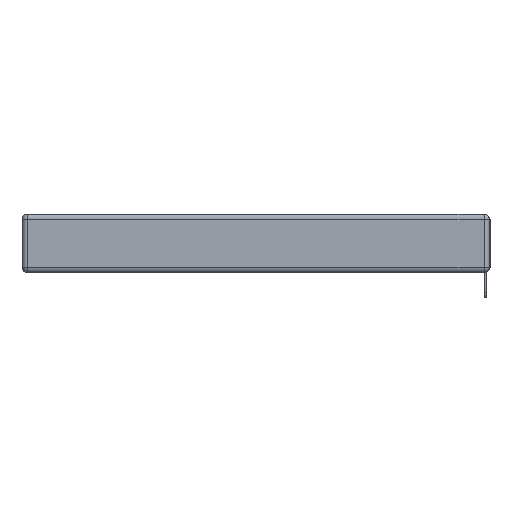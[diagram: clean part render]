
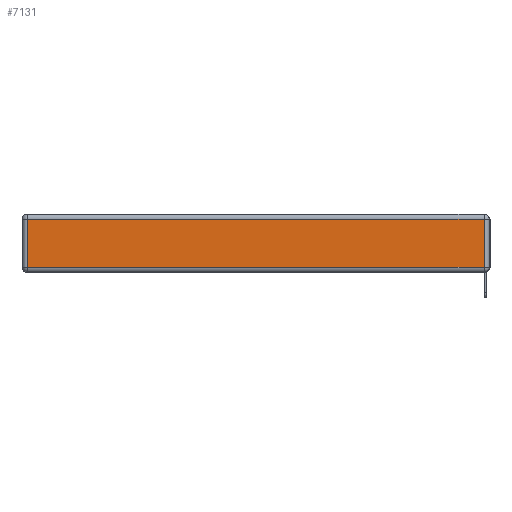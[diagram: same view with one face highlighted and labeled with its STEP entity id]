
A CAD part, left-side view. The second image highlights one B-rep face of the part: STEP entity #7131.
In plain terms, the highlighted planar face has unit normal (-1, 0, 0).
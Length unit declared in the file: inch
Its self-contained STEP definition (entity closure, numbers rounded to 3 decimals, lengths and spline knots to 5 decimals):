
#637 = EDGE_CURVE ( 'NONE', #17659, #15437, #24462, .T. ) ;
#640 = AXIS2_PLACEMENT_3D ( 'NONE', #27017, #20798, #24903 ) ;
#1777 = LINE ( 'NONE', #16385, #12345 ) ;
#3337 = CARTESIAN_POINT ( 'NONE',  ( 0., 2.72, -0.313 ) ) ;
#5055 = DIRECTION ( 'NONE',  ( 0., -1., 0. ) ) ;
#5344 = FACE_OUTER_BOUND ( 'NONE', #26199, .T. ) ;
#5786 = ORIENTED_EDGE ( 'NONE', *, *, #16324, .T. ) ;
#7131 = ADVANCED_FACE ( 'NONE', ( #5344 ), #20709, .T. ) ;
#7166 = DIRECTION ( 'NONE',  ( 0., 0., -1. ) ) ;
#7380 = VECTOR ( 'NONE', #5055, 39.37008 ) ;
#7512 = LINE ( 'NONE', #8003, #15425 ) ;
#7691 = CARTESIAN_POINT ( 'NONE',  ( 0., 0.03, -0.313 ) ) ;
#8003 = CARTESIAN_POINT ( 'NONE',  ( 0., 0.03, -0.343 ) ) ;
#10390 = DIRECTION ( 'NONE',  ( 0., 0., 1. ) ) ;
#10702 = ORIENTED_EDGE ( 'NONE', *, *, #637, .T. ) ;
#12284 = EDGE_CURVE ( 'NONE', #15437, #20660, #7512, .T. ) ;
#12345 = VECTOR ( 'NONE', #16480, 39.37008 ) ;
#14340 = CARTESIAN_POINT ( 'NONE',  ( 0., 2.72, -0.03 ) ) ;
#15425 = VECTOR ( 'NONE', #10390, 39.37008 ) ;
#15437 = VERTEX_POINT ( 'NONE', #7691 ) ;
#16271 = ORIENTED_EDGE ( 'NONE', *, *, #12284, .T. ) ;
#16324 = EDGE_CURVE ( 'NONE', #27268, #17659, #24593, .T. ) ;
#16385 = CARTESIAN_POINT ( 'NONE',  ( 0., 2.75, -0.03 ) ) ;
#16480 = DIRECTION ( 'NONE',  ( 0., 1., 0. ) ) ;
#16631 = CARTESIAN_POINT ( 'NONE',  ( 0., 0.03, -0.03 ) ) ;
#16728 = VECTOR ( 'NONE', #7166, 39.37008 ) ;
#17659 = VERTEX_POINT ( 'NONE', #3337 ) ;
#20170 = CARTESIAN_POINT ( 'NONE',  ( 0., 0., -0.313 ) ) ;
#20660 = VERTEX_POINT ( 'NONE', #16631 ) ;
#20709 = PLANE ( 'NONE',  #640 ) ;
#20798 = DIRECTION ( 'NONE',  ( -1., 0., 0. ) ) ;
#21872 = CARTESIAN_POINT ( 'NONE',  ( 0., 2.72, -0.343 ) ) ;
#24462 = LINE ( 'NONE', #20170, #7380 ) ;
#24593 = LINE ( 'NONE', #21872, #16728 ) ;
#24903 = DIRECTION ( 'NONE',  ( 0., 0., 1. ) ) ;
#25019 = EDGE_CURVE ( 'NONE', #20660, #27268, #1777, .T. ) ;
#25152 = ORIENTED_EDGE ( 'NONE', *, *, #25019, .T. ) ;
#26199 = EDGE_LOOP ( 'NONE', ( #10702, #16271, #25152, #5786 ) ) ;
#27017 = CARTESIAN_POINT ( 'NONE',  ( 0., 0., -0.343 ) ) ;
#27268 = VERTEX_POINT ( 'NONE', #14340 ) ;
